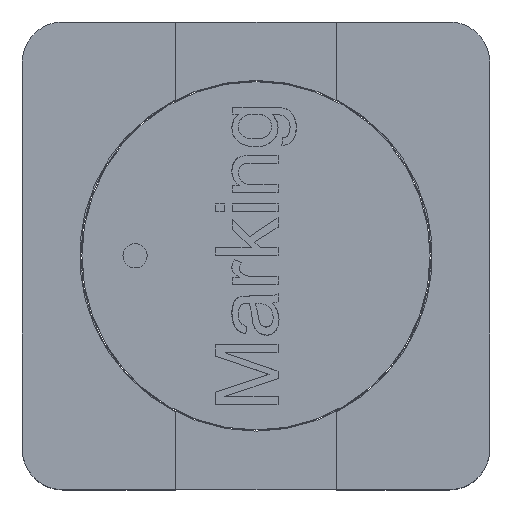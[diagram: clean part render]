
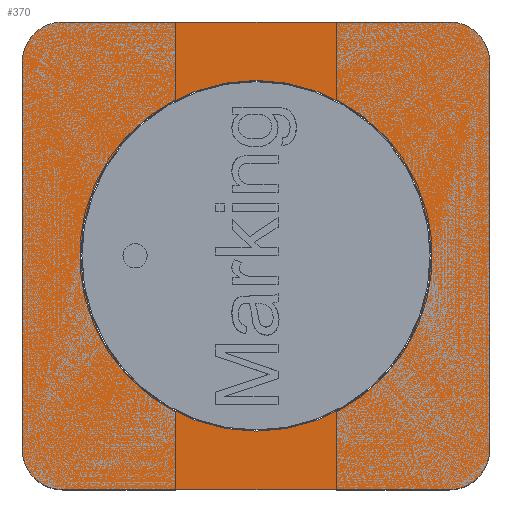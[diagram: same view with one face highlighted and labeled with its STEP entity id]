
A CAD part, top view. The second image highlights one B-rep face of the part: STEP entity #370.
In plain terms, the highlighted planar face has unit normal (0, 0, 1).
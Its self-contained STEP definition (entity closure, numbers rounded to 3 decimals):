
#370 = ADVANCED_FACE( '', ( #802, #803 ), #804, .T. );
#802 = FACE_BOUND( '', #2641, .T. );
#803 = FACE_OUTER_BOUND( '', #2642, .T. );
#804 = PLANE( '', #2643 );
#2641 = EDGE_LOOP( '', ( #3873 ) );
#2642 = EDGE_LOOP( '', ( #3874, #3875, #3876, #3877, #3878, #3879, #3880, #3881 ) );
#2643 = AXIS2_PLACEMENT_3D( '', #3882, #3883, #3884 );
#3873 = ORIENTED_EDGE( '', *, *, #4784, .T. );
#3874 = ORIENTED_EDGE( '', *, *, #4681, .T. );
#3875 = ORIENTED_EDGE( '', *, *, #4820, .T. );
#3876 = ORIENTED_EDGE( '', *, *, #4909, .T. );
#3877 = ORIENTED_EDGE( '', *, *, #4910, .T. );
#3878 = ORIENTED_EDGE( '', *, *, #4779, .T. );
#3879 = ORIENTED_EDGE( '', *, *, #4720, .T. );
#3880 = ORIENTED_EDGE( '', *, *, #4911, .T. );
#3881 = ORIENTED_EDGE( '', *, *, #4912, .T. );
#3882 = CARTESIAN_POINT( '', ( -2.9, -2.9, 0. ) );
#3883 = DIRECTION( '', ( 0., 0., 1. ) );
#3884 = DIRECTION( '', ( 1., 0., 0. ) );
#4681 = EDGE_CURVE( '', #5244, #5242, #5245, .T. );
#4720 = EDGE_CURVE( '', #5309, #5307, #5310, .T. );
#4779 = EDGE_CURVE( '', #5402, #5309, #5403, .T. );
#4784 = EDGE_CURVE( '', #5409, #5409, #5410, .T. );
#4820 = EDGE_CURVE( '', #5242, #5461, #5463, .T. );
#4909 = EDGE_CURVE( '', #5461, #5592, #5593, .T. );
#4910 = EDGE_CURVE( '', #5592, #5402, #5594, .T. );
#4911 = EDGE_CURVE( '', #5307, #5595, #5596, .T. );
#4912 = EDGE_CURVE( '', #5595, #5244, #5597, .T. );
#5242 = VERTEX_POINT( '', #6171 );
#5244 = VERTEX_POINT( '', #6174 );
#5245 = LINE( '', #6175, #6176 );
#5307 = VERTEX_POINT( '', #6305 );
#5309 = VERTEX_POINT( '', #6308 );
#5310 = CIRCLE( '', #6309, 0.5 );
#5402 = VERTEX_POINT( '', #6462 );
#5403 = LINE( '', #6463, #6464 );
#5409 = VERTEX_POINT( '', #6471 );
#5410 = CIRCLE( '', #6472, 2.175 );
#5461 = VERTEX_POINT( '', #6575 );
#5463 = CIRCLE( '', #6578, 0.5 );
#5592 = VERTEX_POINT( '', #6954 );
#5593 = LINE( '', #6955, #6956 );
#5594 = CIRCLE( '', #6957, 0.5 );
#5595 = VERTEX_POINT( '', #6958 );
#5596 = LINE( '', #6959, #6960 );
#5597 = CIRCLE( '', #6961, 0.5 );
#6171 = CARTESIAN_POINT( '', ( -2.4, 2.9, 0. ) );
#6174 = CARTESIAN_POINT( '', ( 2.4, 2.9, 0. ) );
#6175 = CARTESIAN_POINT( '', ( 2.9, 2.9, 0. ) );
#6176 = VECTOR( '', #7486, 1000. );
#6305 = CARTESIAN_POINT( '', ( 2.9, -2.4, 0. ) );
#6308 = CARTESIAN_POINT( '', ( 2.4, -2.9, 0. ) );
#6309 = AXIS2_PLACEMENT_3D( '', #7519, #7520, #7521 );
#6462 = CARTESIAN_POINT( '', ( -2.4, -2.9, 0. ) );
#6463 = CARTESIAN_POINT( '', ( -2.9, -2.9, 0. ) );
#6464 = VECTOR( '', #7560, 1000. );
#6471 = CARTESIAN_POINT( '', ( 0., 2.175, 0. ) );
#6472 = AXIS2_PLACEMENT_3D( '', #7565, #7566, #7567 );
#6575 = CARTESIAN_POINT( '', ( -2.9, 2.4, 0. ) );
#6578 = AXIS2_PLACEMENT_3D( '', #7588, #7589, #7590 );
#6954 = CARTESIAN_POINT( '', ( -2.9, -2.4, 0. ) );
#6955 = CARTESIAN_POINT( '', ( -2.9, 2.9, 0. ) );
#6956 = VECTOR( '', #7633, 1000. );
#6957 = AXIS2_PLACEMENT_3D( '', #7634, #7635, #7636 );
#6958 = CARTESIAN_POINT( '', ( 2.9, 2.4, 0. ) );
#6959 = CARTESIAN_POINT( '', ( 2.9, -2.9, 0. ) );
#6960 = VECTOR( '', #7637, 1000. );
#6961 = AXIS2_PLACEMENT_3D( '', #7638, #7639, #7640 );
#7486 = DIRECTION( '', ( -1., 0., 0. ) );
#7519 = CARTESIAN_POINT( '', ( 2.4, -2.4, 0. ) );
#7520 = DIRECTION( '', ( 0., 0., 1. ) );
#7521 = DIRECTION( '', ( 1., 0., 0. ) );
#7560 = DIRECTION( '', ( 1., 0., 0. ) );
#7565 = CARTESIAN_POINT( '', ( 0., 0., 0. ) );
#7566 = DIRECTION( '', ( 0., 0., -1. ) );
#7567 = DIRECTION( '', ( 0., 1., 0. ) );
#7588 = CARTESIAN_POINT( '', ( -2.4, 2.4, 0. ) );
#7589 = DIRECTION( '', ( 0., 0., 1. ) );
#7590 = DIRECTION( '', ( 1., 0., 0. ) );
#7633 = DIRECTION( '', ( 0., -1., 0. ) );
#7634 = CARTESIAN_POINT( '', ( -2.4, -2.4, 0. ) );
#7635 = DIRECTION( '', ( 0., 0., 1. ) );
#7636 = DIRECTION( '', ( 1., 0., 0. ) );
#7637 = DIRECTION( '', ( 0., 1., 0. ) );
#7638 = CARTESIAN_POINT( '', ( 2.4, 2.4, 0. ) );
#7639 = DIRECTION( '', ( 0., 0., 1. ) );
#7640 = DIRECTION( '', ( 1., 0., 0. ) );
